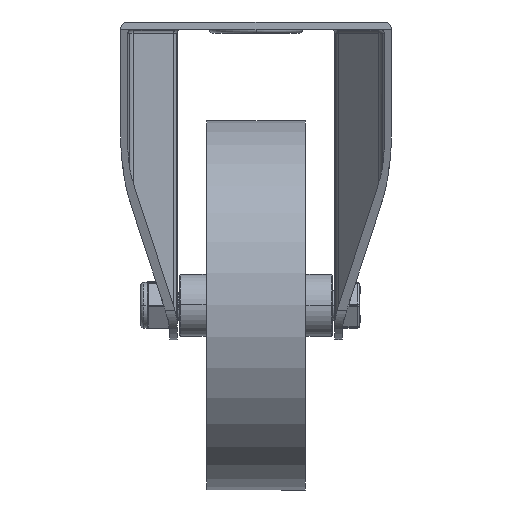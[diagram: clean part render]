
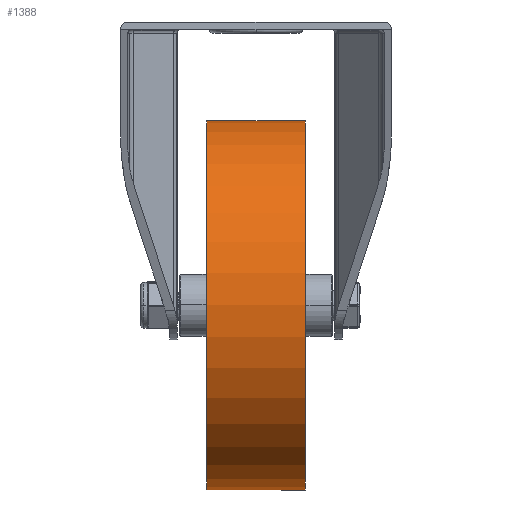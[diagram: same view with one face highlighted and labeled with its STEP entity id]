
A CAD part, left-side view. The second image highlights one B-rep face of the part: STEP entity #1388.
In plain terms, the highlighted cylindrical face has radius 75 mm (diameter 150 mm), a partial arc.
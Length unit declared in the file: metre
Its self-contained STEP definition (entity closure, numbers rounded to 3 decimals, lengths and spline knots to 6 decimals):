
#1388=ADVANCED_FACE('27:34088',(#2700),#2701,.T.);
#2700=FACE_OUTER_BOUND('',#4758,.T.);
#2701=CYLINDRICAL_SURFACE('',#4759,0.075);
#4758=EDGE_LOOP('',(#12500,#12501,#12502,#12503));
#4759=AXIS2_PLACEMENT_3D('',#12504,#12505,#12506);
#12500=ORIENTED_EDGE('',*,*,#19910,.F.);
#12501=ORIENTED_EDGE('',*,*,#19911,.T.);
#12502=ORIENTED_EDGE('',*,*,#19912,.F.);
#12503=ORIENTED_EDGE('',*,*,#19913,.F.);
#12504=CARTESIAN_POINT('',(0.0,0.,0.0));
#12505=DIRECTION('',(0.0,-1.0,0.0));
#12506=DIRECTION('',(0.0,0.0,1.0));
#19910=EDGE_CURVE('',#22713,#22714,#22715,.T.);
#19911=EDGE_CURVE('27:34103',#22713,#22716,#22717,.T.);
#19912=EDGE_CURVE('',#22718,#22716,#22719,.T.);
#19913=EDGE_CURVE('27:34100',#22714,#22718,#22720,.T.);
#22713=VERTEX_POINT('',#27499);
#22714=VERTEX_POINT('',#27500);
#22715=LINE('',#27501,#27502);
#22716=VERTEX_POINT('',#27503);
#22717=CIRCLE('',#27504,0.075);
#22718=VERTEX_POINT('',#27505);
#22719=LINE('',#27506,#27507);
#22720=CIRCLE('',#27508,0.075);
#27499=CARTESIAN_POINT('',(0.0,0.02,0.075));
#27500=CARTESIAN_POINT('',(0.0,-0.02,0.075));
#27501=CARTESIAN_POINT('',(0.,0.,0.075));
#27502=VECTOR('',#36294,1.0);
#27503=CARTESIAN_POINT('',(0.,0.02,-0.075));
#27504=AXIS2_PLACEMENT_3D('',#36295,#36296,#36297);
#27505=CARTESIAN_POINT('',(0.,-0.02,-0.075));
#27506=CARTESIAN_POINT('',(0.,0.,-0.075));
#27507=VECTOR('',#36298,1.0);
#27508=AXIS2_PLACEMENT_3D('',#36299,#36300,#36301);
#36294=DIRECTION('',(0.0,-1.0,0.0));
#36295=CARTESIAN_POINT('',(0.0,0.02,0.0));
#36296=DIRECTION('',(0.0,-1.0,0.0));
#36297=DIRECTION('',(0.0,0.0,1.0));
#36298=DIRECTION('',(-0.0,1.0,-0.0));
#36299=CARTESIAN_POINT('',(0.0,-0.02,0.0));
#36300=DIRECTION('',(0.0,-1.0,0.0));
#36301=DIRECTION('',(0.0,0.0,1.0));
